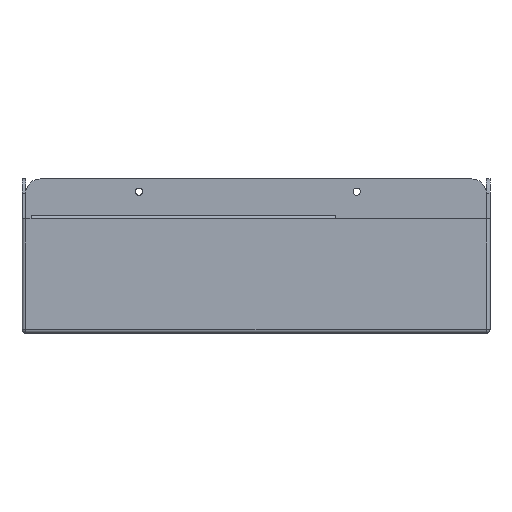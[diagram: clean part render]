
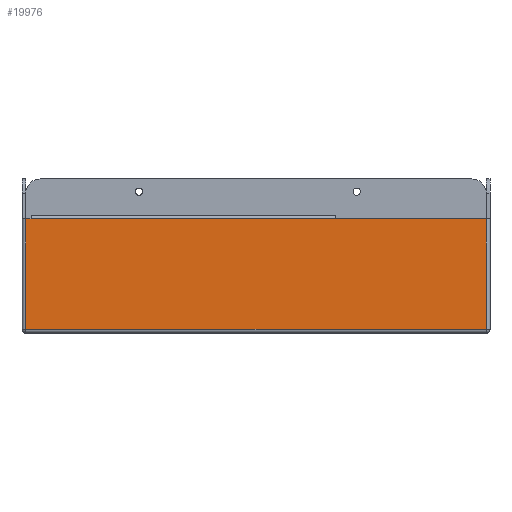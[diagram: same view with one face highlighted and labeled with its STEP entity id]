
A CAD part, left-side view. The second image highlights one B-rep face of the part: STEP entity #19976.
In plain terms, the highlighted planar face has unit normal (-1, 0, 0).
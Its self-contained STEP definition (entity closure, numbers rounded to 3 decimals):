
#83 = CYLINDRICAL_SURFACE('',#84,2.);
#84 = AXIS2_PLACEMENT_3D('',#85,#86,#87);
#85 = CARTESIAN_POINT('',(2.,258.,2.));
#86 = DIRECTION('',(0.,-1.,0.));
#87 = DIRECTION('',(-1.,0.,0.));
#3121 = EDGE_CURVE('',#3122,#3124,#3126,.T.);
#3122 = VERTEX_POINT('',#3123);
#3123 = CARTESIAN_POINT('',(0.,256.,2.));
#3124 = VERTEX_POINT('',#3125);
#3125 = CARTESIAN_POINT('',(0.,2.,2.));
#3126 = SURFACE_CURVE('',#3127,(#3131,#3138),.PCURVE_S1.);
#3127 = LINE('',#3128,#3129);
#3128 = CARTESIAN_POINT('',(0.,258.,2.));
#3129 = VECTOR('',#3130,1.);
#3130 = DIRECTION('',(0.,-1.,0.));
#3131 = PCURVE('',#83,#3132);
#3132 = DEFINITIONAL_REPRESENTATION('',(#3133),#3137);
#3133 = LINE('',#3134,#3135);
#3134 = CARTESIAN_POINT('',(0.,0.));
#3135 = VECTOR('',#3136,1.);
#3136 = DIRECTION('',(0.,1.));
#3137 = ( GEOMETRIC_REPRESENTATION_CONTEXT(2) 
PARAMETRIC_REPRESENTATION_CONTEXT() REPRESENTATION_CONTEXT('2D SPACE',''
  ) );
#3138 = PCURVE('',#3139,#3144);
#3139 = PLANE('',#3140);
#3140 = AXIS2_PLACEMENT_3D('',#3141,#3142,#3143);
#3141 = CARTESIAN_POINT('',(0.,85.,62.968));
#3142 = DIRECTION('',(1.,0.,-0.));
#3143 = DIRECTION('',(0.,0.,1.));
#3144 = DEFINITIONAL_REPRESENTATION('',(#3145),#3149);
#3145 = LINE('',#3146,#3147);
#3146 = CARTESIAN_POINT('',(-60.968,-173.));
#3147 = VECTOR('',#3148,1.);
#3148 = DIRECTION('',(0.,1.));
#3149 = ( GEOMETRIC_REPRESENTATION_CONTEXT(2) 
PARAMETRIC_REPRESENTATION_CONTEXT() REPRESENTATION_CONTEXT('2D SPACE',''
  ) );
#8053 = CYLINDRICAL_SURFACE('',#8054,2.);
#8054 = AXIS2_PLACEMENT_3D('',#8055,#8056,#8057);
#8055 = CARTESIAN_POINT('',(2.,2.,0.));
#8056 = DIRECTION('',(0.,0.,1.));
#8057 = DIRECTION('',(-1.,0.,0.));
#8164 = PLANE('',#8165);
#8165 = AXIS2_PLACEMENT_3D('',#8166,#8167,#8168);
#8166 = CARTESIAN_POINT('',(0.,85.,62.968));
#8167 = DIRECTION('',(0.,0.,-1.));
#8168 = DIRECTION('',(0.,-1.,0.));
#8723 = CYLINDRICAL_SURFACE('',#8724,2.);
#8724 = AXIS2_PLACEMENT_3D('',#8725,#8726,#8727);
#8725 = CARTESIAN_POINT('',(2.,256.,0.));
#8726 = DIRECTION('',(0.,0.,1.));
#8727 = DIRECTION('',(-1.,0.,0.));
#9105 = PLANE('',#9106);
#9106 = AXIS2_PLACEMENT_3D('',#9107,#9108,#9109);
#9107 = CARTESIAN_POINT('',(0.,253.,62.968));
#9108 = DIRECTION('',(0.,0.,1.));
#9109 = DIRECTION('',(0.,1.,0.));
#13114 = EDGE_CURVE('',#3124,#13115,#13117,.T.);
#13115 = VERTEX_POINT('',#13116);
#13116 = CARTESIAN_POINT('',(0.,2.,62.968));
#13117 = SURFACE_CURVE('',#13118,(#13122,#13129),.PCURVE_S1.);
#13118 = LINE('',#13119,#13120);
#13119 = CARTESIAN_POINT('',(0.,2.,0.));
#13120 = VECTOR('',#13121,1.);
#13121 = DIRECTION('',(0.,0.,1.));
#13122 = PCURVE('',#8053,#13123);
#13123 = DEFINITIONAL_REPRESENTATION('',(#13124),#13128);
#13124 = LINE('',#13125,#13126);
#13125 = CARTESIAN_POINT('',(0.,0.));
#13126 = VECTOR('',#13127,1.);
#13127 = DIRECTION('',(0.,1.));
#13128 = ( GEOMETRIC_REPRESENTATION_CONTEXT(2) 
PARAMETRIC_REPRESENTATION_CONTEXT() REPRESENTATION_CONTEXT('2D SPACE',''
  ) );
#13129 = PCURVE('',#3139,#13130);
#13130 = DEFINITIONAL_REPRESENTATION('',(#13131),#13135);
#13131 = LINE('',#13132,#13133);
#13132 = CARTESIAN_POINT('',(-62.968,83.));
#13133 = VECTOR('',#13134,1.);
#13134 = DIRECTION('',(1.,0.));
#13135 = ( GEOMETRIC_REPRESENTATION_CONTEXT(2) 
PARAMETRIC_REPRESENTATION_CONTEXT() REPRESENTATION_CONTEXT('2D SPACE',''
  ) );
#13417 = EDGE_CURVE('',#13418,#13115,#13420,.T.);
#13418 = VERTEX_POINT('',#13419);
#13419 = CARTESIAN_POINT('',(0.,85.,62.968));
#13420 = SURFACE_CURVE('',#13421,(#13425,#13432),.PCURVE_S1.);
#13421 = LINE('',#13422,#13423);
#13422 = CARTESIAN_POINT('',(0.,85.,62.968));
#13423 = VECTOR('',#13424,1.);
#13424 = DIRECTION('',(0.,-1.,0.));
#13425 = PCURVE('',#8164,#13426);
#13426 = DEFINITIONAL_REPRESENTATION('',(#13427),#13431);
#13427 = LINE('',#13428,#13429);
#13428 = CARTESIAN_POINT('',(0.,-0.));
#13429 = VECTOR('',#13430,1.);
#13430 = DIRECTION('',(1.,0.));
#13431 = ( GEOMETRIC_REPRESENTATION_CONTEXT(2) 
PARAMETRIC_REPRESENTATION_CONTEXT() REPRESENTATION_CONTEXT('2D SPACE',''
  ) );
#13432 = PCURVE('',#3139,#13433);
#13433 = DEFINITIONAL_REPRESENTATION('',(#13434),#13438);
#13434 = LINE('',#13435,#13436);
#13435 = CARTESIAN_POINT('',(0.,0.));
#13436 = VECTOR('',#13437,1.);
#13437 = DIRECTION('',(0.,1.));
#13438 = ( GEOMETRIC_REPRESENTATION_CONTEXT(2) 
PARAMETRIC_REPRESENTATION_CONTEXT() REPRESENTATION_CONTEXT('2D SPACE',''
  ) );
#13456 = PLANE('',#13457);
#13457 = AXIS2_PLACEMENT_3D('',#13458,#13459,#13460);
#13458 = CARTESIAN_POINT('',(6.226,85.,63.938));
#13459 = DIRECTION('',(0.,1.,0.));
#13460 = DIRECTION('',(1.,0.,0.));
#14080 = EDGE_CURVE('',#14081,#14083,#14085,.T.);
#14081 = VERTEX_POINT('',#14082);
#14082 = CARTESIAN_POINT('',(0.,253.,62.968));
#14083 = VERTEX_POINT('',#14084);
#14084 = CARTESIAN_POINT('',(0.,256.,62.968));
#14085 = SURFACE_CURVE('',#14086,(#14090,#14097),.PCURVE_S1.);
#14086 = LINE('',#14087,#14088);
#14087 = CARTESIAN_POINT('',(0.,253.,62.968));
#14088 = VECTOR('',#14089,1.);
#14089 = DIRECTION('',(0.,1.,0.));
#14090 = PCURVE('',#9105,#14091);
#14091 = DEFINITIONAL_REPRESENTATION('',(#14092),#14096);
#14092 = LINE('',#14093,#14094);
#14093 = CARTESIAN_POINT('',(0.,0.));
#14094 = VECTOR('',#14095,1.);
#14095 = DIRECTION('',(1.,0.));
#14096 = ( GEOMETRIC_REPRESENTATION_CONTEXT(2) 
PARAMETRIC_REPRESENTATION_CONTEXT() REPRESENTATION_CONTEXT('2D SPACE',''
  ) );
#14097 = PCURVE('',#3139,#14098);
#14098 = DEFINITIONAL_REPRESENTATION('',(#14099),#14103);
#14099 = LINE('',#14100,#14101);
#14100 = CARTESIAN_POINT('',(0.,-168.));
#14101 = VECTOR('',#14102,1.);
#14102 = DIRECTION('',(0.,-1.));
#14103 = ( GEOMETRIC_REPRESENTATION_CONTEXT(2) 
PARAMETRIC_REPRESENTATION_CONTEXT() REPRESENTATION_CONTEXT('2D SPACE',''
  ) );
#14121 = PLANE('',#14122);
#14122 = AXIS2_PLACEMENT_3D('',#14123,#14124,#14125);
#14123 = CARTESIAN_POINT('',(6.226,253.,
    63.938));
#14124 = DIRECTION('',(0.,-1.,0.));
#14125 = DIRECTION('',(-1.,0.,0.));
#14210 = EDGE_CURVE('',#3122,#14083,#14211,.T.);
#14211 = SURFACE_CURVE('',#14212,(#14216,#14223),.PCURVE_S1.);
#14212 = LINE('',#14213,#14214);
#14213 = CARTESIAN_POINT('',(0.,256.,0.));
#14214 = VECTOR('',#14215,1.);
#14215 = DIRECTION('',(0.,0.,1.));
#14216 = PCURVE('',#8723,#14217);
#14217 = DEFINITIONAL_REPRESENTATION('',(#14218),#14222);
#14218 = LINE('',#14219,#14220);
#14219 = CARTESIAN_POINT('',(-0.,0.));
#14220 = VECTOR('',#14221,1.);
#14221 = DIRECTION('',(-0.,1.));
#14222 = ( GEOMETRIC_REPRESENTATION_CONTEXT(2) 
PARAMETRIC_REPRESENTATION_CONTEXT() REPRESENTATION_CONTEXT('2D SPACE',''
  ) );
#14223 = PCURVE('',#3139,#14224);
#14224 = DEFINITIONAL_REPRESENTATION('',(#14225),#14229);
#14225 = LINE('',#14226,#14227);
#14226 = CARTESIAN_POINT('',(-62.968,-171.));
#14227 = VECTOR('',#14228,1.);
#14228 = DIRECTION('',(1.,0.));
#14229 = ( GEOMETRIC_REPRESENTATION_CONTEXT(2) 
PARAMETRIC_REPRESENTATION_CONTEXT() REPRESENTATION_CONTEXT('2D SPACE',''
  ) );
#19976 = ADVANCED_FACE('',(#19977),#3139,.F.);
#19977 = FACE_BOUND('',#19978,.T.);
#19978 = EDGE_LOOP('',(#19979,#19980,#20003,#20031,#20052,#20053,#20054,
    #20055));
#19979 = ORIENTED_EDGE('',*,*,#13417,.F.);
#19980 = ORIENTED_EDGE('',*,*,#19981,.F.);
#19981 = EDGE_CURVE('',#19982,#13418,#19984,.T.);
#19982 = VERTEX_POINT('',#19983);
#19983 = CARTESIAN_POINT('',(0.,85.,63.));
#19984 = SURFACE_CURVE('',#19985,(#19989,#19996),.PCURVE_S1.);
#19985 = LINE('',#19986,#19987);
#19986 = CARTESIAN_POINT('',(0.,85.,65.));
#19987 = VECTOR('',#19988,1.);
#19988 = DIRECTION('',(0.,0.,-1.));
#19989 = PCURVE('',#3139,#19990);
#19990 = DEFINITIONAL_REPRESENTATION('',(#19991),#19995);
#19991 = LINE('',#19992,#19993);
#19992 = CARTESIAN_POINT('',(2.032,0.));
#19993 = VECTOR('',#19994,1.);
#19994 = DIRECTION('',(-1.,0.));
#19995 = ( GEOMETRIC_REPRESENTATION_CONTEXT(2) 
PARAMETRIC_REPRESENTATION_CONTEXT() REPRESENTATION_CONTEXT('2D SPACE',''
  ) );
#19996 = PCURVE('',#13456,#19997);
#19997 = DEFINITIONAL_REPRESENTATION('',(#19998),#20002);
#19998 = LINE('',#19999,#20000);
#19999 = CARTESIAN_POINT('',(-6.226,-1.062));
#20000 = VECTOR('',#20001,1.);
#20001 = DIRECTION('',(0.,1.));
#20002 = ( GEOMETRIC_REPRESENTATION_CONTEXT(2) 
PARAMETRIC_REPRESENTATION_CONTEXT() REPRESENTATION_CONTEXT('2D SPACE',''
  ) );
#20003 = ORIENTED_EDGE('',*,*,#20004,.F.);
#20004 = EDGE_CURVE('',#20005,#19982,#20007,.T.);
#20005 = VERTEX_POINT('',#20006);
#20006 = CARTESIAN_POINT('',(0.,253.,63.));
#20007 = SURFACE_CURVE('',#20008,(#20012,#20019),.PCURVE_S1.);
#20008 = LINE('',#20009,#20010);
#20009 = CARTESIAN_POINT('',(0.,253.,63.));
#20010 = VECTOR('',#20011,1.);
#20011 = DIRECTION('',(0.,-1.,0.));
#20012 = PCURVE('',#3139,#20013);
#20013 = DEFINITIONAL_REPRESENTATION('',(#20014),#20018);
#20014 = LINE('',#20015,#20016);
#20015 = CARTESIAN_POINT('',(0.032,-168.));
#20016 = VECTOR('',#20017,1.);
#20017 = DIRECTION('',(0.,1.));
#20018 = ( GEOMETRIC_REPRESENTATION_CONTEXT(2) 
PARAMETRIC_REPRESENTATION_CONTEXT() REPRESENTATION_CONTEXT('2D SPACE',''
  ) );
#20019 = PCURVE('',#20020,#20025);
#20020 = CYLINDRICAL_SURFACE('',#20021,2.);
#20021 = AXIS2_PLACEMENT_3D('',#20022,#20023,#20024);
#20022 = CARTESIAN_POINT('',(2.,253.,63.));
#20023 = DIRECTION('',(0.,-1.,0.));
#20024 = DIRECTION('',(0.,0.,1.));
#20025 = DEFINITIONAL_REPRESENTATION('',(#20026),#20030);
#20026 = LINE('',#20027,#20028);
#20027 = CARTESIAN_POINT('',(1.571,0.));
#20028 = VECTOR('',#20029,1.);
#20029 = DIRECTION('',(0.,1.));
#20030 = ( GEOMETRIC_REPRESENTATION_CONTEXT(2) 
PARAMETRIC_REPRESENTATION_CONTEXT() REPRESENTATION_CONTEXT('2D SPACE',''
  ) );
#20031 = ORIENTED_EDGE('',*,*,#20032,.F.);
#20032 = EDGE_CURVE('',#14081,#20005,#20033,.T.);
#20033 = SURFACE_CURVE('',#20034,(#20038,#20045),.PCURVE_S1.);
#20034 = LINE('',#20035,#20036);
#20035 = CARTESIAN_POINT('',(0.,253.,62.968));
#20036 = VECTOR('',#20037,1.);
#20037 = DIRECTION('',(0.,0.,1.));
#20038 = PCURVE('',#3139,#20039);
#20039 = DEFINITIONAL_REPRESENTATION('',(#20040),#20044);
#20040 = LINE('',#20041,#20042);
#20041 = CARTESIAN_POINT('',(0.,-168.));
#20042 = VECTOR('',#20043,1.);
#20043 = DIRECTION('',(1.,0.));
#20044 = ( GEOMETRIC_REPRESENTATION_CONTEXT(2) 
PARAMETRIC_REPRESENTATION_CONTEXT() REPRESENTATION_CONTEXT('2D SPACE',''
  ) );
#20045 = PCURVE('',#14121,#20046);
#20046 = DEFINITIONAL_REPRESENTATION('',(#20047),#20051);
#20047 = LINE('',#20048,#20049);
#20048 = CARTESIAN_POINT('',(6.226,0.97));
#20049 = VECTOR('',#20050,1.);
#20050 = DIRECTION('',(0.,-1.));
#20051 = ( GEOMETRIC_REPRESENTATION_CONTEXT(2) 
PARAMETRIC_REPRESENTATION_CONTEXT() REPRESENTATION_CONTEXT('2D SPACE',''
  ) );
#20052 = ORIENTED_EDGE('',*,*,#14080,.T.);
#20053 = ORIENTED_EDGE('',*,*,#14210,.F.);
#20054 = ORIENTED_EDGE('',*,*,#3121,.T.);
#20055 = ORIENTED_EDGE('',*,*,#13114,.T.);
